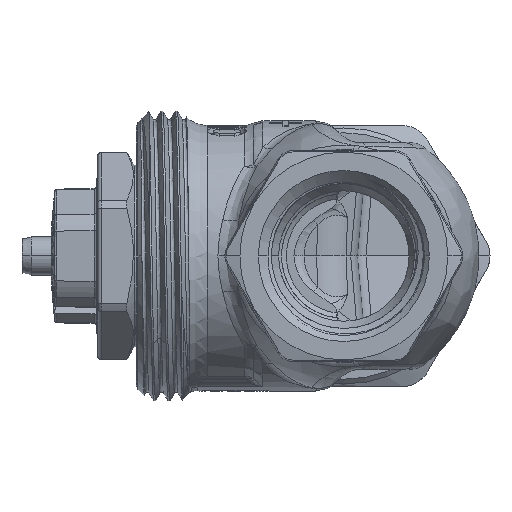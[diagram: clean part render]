
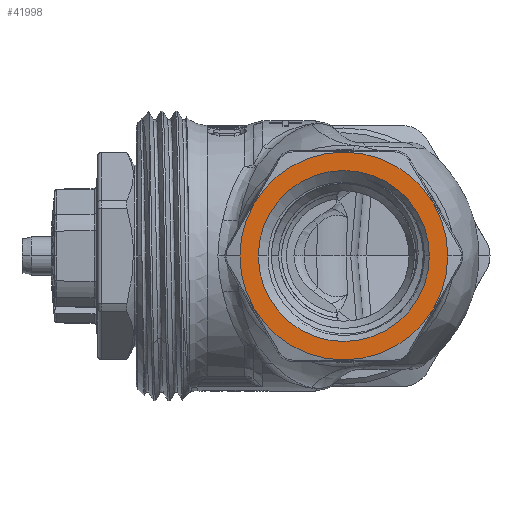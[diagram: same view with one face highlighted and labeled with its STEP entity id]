
A CAD part, left-side view. The second image highlights one B-rep face of the part: STEP entity #41998.
In plain terms, the highlighted planar face has unit normal (-1, 0, 0).
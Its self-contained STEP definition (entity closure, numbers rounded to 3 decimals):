
#13486=CARTESIAN_POINT('',(-31.5,0.,0.));
#13487=DIRECTION('',(1.,0.,0.));
#13488=DIRECTION('',(0.,-1.,0.));
#13489=AXIS2_PLACEMENT_3D('',#13486,#13487,#13488);
#13491=CARTESIAN_POINT('',(-31.5,0.,0.));
#13492=DIRECTION('',(-1.,0.,0.));
#13493=DIRECTION('',(0.,-1.,0.));
#13494=AXIS2_PLACEMENT_3D('',#13491,#13492,#13493);
#13496=CARTESIAN_POINT('',(-31.5,0.,0.));
#13497=DIRECTION('',(1.,0.,0.));
#13498=DIRECTION('',(0.,-1.,0.));
#13499=AXIS2_PLACEMENT_3D('',#13496,#13497,#13498);
#13501=CARTESIAN_POINT('',(-31.5,0.,0.));
#13502=DIRECTION('',(1.,0.,0.));
#13503=DIRECTION('',(0.,1.,0.));
#13504=AXIS2_PLACEMENT_3D('',#13501,#13502,#13503);
#20183=CARTESIAN_POINT('',(-31.5,-10.75,0.));
#20184=CARTESIAN_POINT('',(-31.5,10.75,0.));
#20185=VERTEX_POINT('',#20183);
#20186=VERTEX_POINT('',#20184);
#20209=CARTESIAN_POINT('',(-31.5,-8.85,0.));
#20210=CARTESIAN_POINT('',(-31.5,8.85,0.));
#20211=VERTEX_POINT('',#20209);
#20212=VERTEX_POINT('',#20210);
#41983=CARTESIAN_POINT('',(-31.5,0.,0.));
#41984=DIRECTION('',(1.,0.,0.));
#41985=DIRECTION('',(0.,-1.,0.));
#41986=AXIS2_PLACEMENT_3D('',#41983,#41984,#41985);
#41987=PLANE('',#41986);
#41988=ORIENTED_EDGE('',*,*,#35955,.T.);
#41989=ORIENTED_EDGE('',*,*,#35902,.F.);
#41990=EDGE_LOOP('',(#41988,#41989));
#41991=FACE_OUTER_BOUND('',#41990,.F.);
#41993=ORIENTED_EDGE('',*,*,#41992,.F.);
#41995=ORIENTED_EDGE('',*,*,#41994,.F.);
#41996=EDGE_LOOP('',(#41993,#41995));
#41997=FACE_BOUND('',#41996,.F.);
#41998=ADVANCED_FACE('',(#41991,#41997),#41987,.F.);
#13490=CIRCLE('',#13489,10.75);
#13495=CIRCLE('',#13494,10.75);
#13500=CIRCLE('',#13499,8.85);
#13505=CIRCLE('',#13504,8.85);
#35902=EDGE_CURVE('',#20185,#20186,#13495,.T.);
#35955=EDGE_CURVE('',#20185,#20186,#13490,.T.);
#41992=EDGE_CURVE('',#20211,#20212,#13500,.T.);
#41994=EDGE_CURVE('',#20212,#20211,#13505,.T.);
